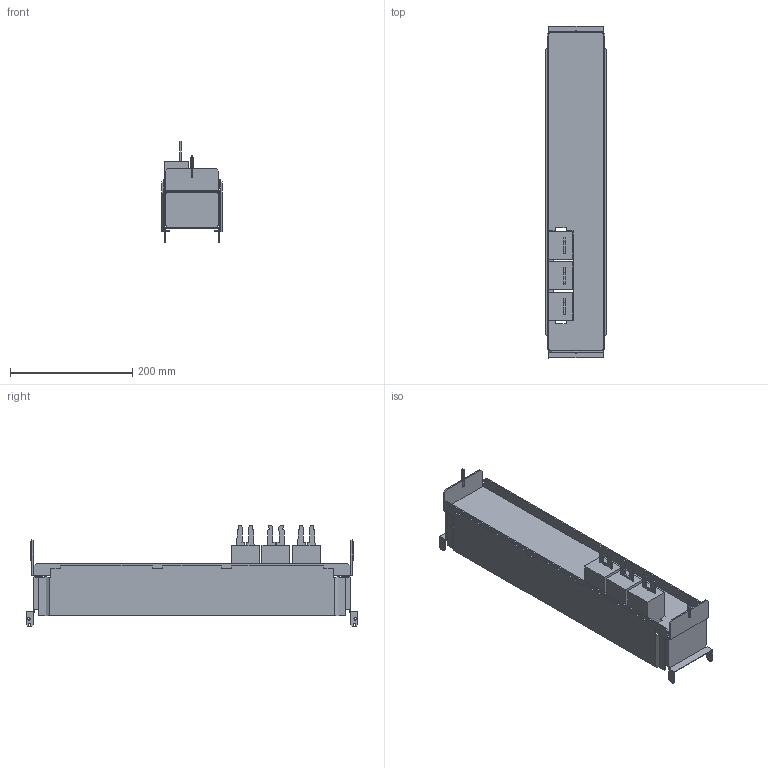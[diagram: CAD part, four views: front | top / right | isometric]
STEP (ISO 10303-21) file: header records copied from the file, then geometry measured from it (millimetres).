
FILE_DESCRIPTION((''),'2;1');
FILE_NAME('PRT0002','2023-10-10T16:57:44',('sarey'),(''),'CREO PARAMETRIC BY PTC INC, 2017260','CREO PARAMETRIC BY PTC INC, 2017260','');
FILE_SCHEMA(('AUTOMOTIVE_DESIGN { 1 0 10303 214 1 1 1 1 }'));
Length unit declared in the file: millimetre
Products named in the file (1): PRT0002
Bounding box: 99.01 x 544 x 166 mm (x, y, z)
Surface area: 390430.2 mm2 (no closed solid volume)
Topology: 0 solids, 11 shells, 401 faces, 1174 edges, 792 vertices
Faces by surface type: plane 385, cylinder 16
Entity records: 16559 total; most frequent: CARTESIAN_POINT 2548, ORIENTED_EDGE 2306, DIRECTION 1992, EDGE_CURVE 1174, VECTOR 1102, LINE 1102, VERTEX_POINT 792, PRESENTATION_STYLE_ASSIGNMENT 766
